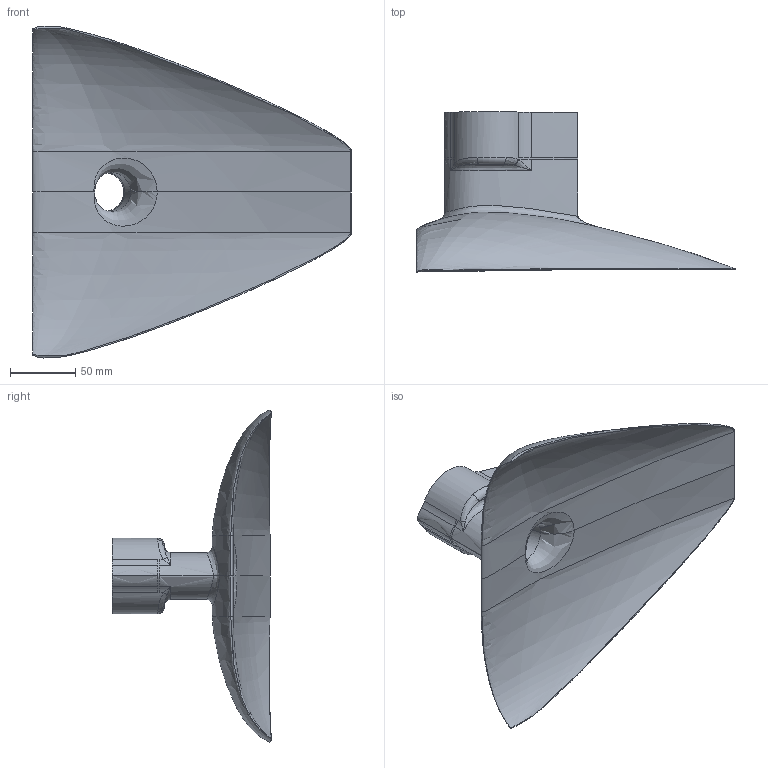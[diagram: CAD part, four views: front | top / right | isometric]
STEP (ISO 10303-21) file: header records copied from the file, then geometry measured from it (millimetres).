
FILE_DESCRIPTION(('CATIA V5 STEP Exchange'),'2;1');
FILE_NAME('HoverBikeAirfoil_revE1_A1-20_c=0.25_WP4_v3.stp','2023-07-14T10:54:23+00:00',('none'),('none'),'CATIA Version 5 Release 21 GA (IN-10)','CATIA V5 STEP AP203','none');
FILE_SCHEMA(('CONFIG_CONTROL_DESIGN'));
Length unit declared in the file: millimetre
Products named in the file (1): HoverBikeAirfoil_A1-20
Bounding box: 244.68 x 122.58 x 254.83 mm (x, y, z)
Volume: 585782.7 mm3; surface area: 125447 mm2
Topology: 1 solids, 1 shells, 79 faces, 182 edges, 99 vertices
Faces by surface type: bspline 31, cylinder 23, extrusion 8, torus 6, cone 6, plane 5
Entity records: 21765 total; most frequent: CARTESIAN_POINT 20316, ORIENTED_EDGE 354, EDGE_CURVE 177, DIRECTION 157, VERTEX_POINT 99, B_SPLINE_CURVE_WITH_KNOTS 96, AXIS2_PLACEMENT_3D 81, EDGE_LOOP 80
